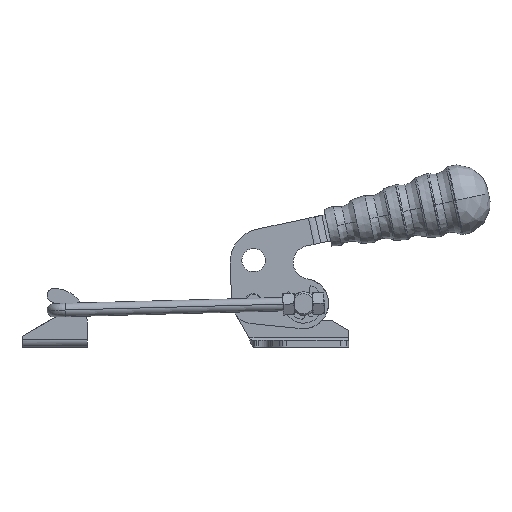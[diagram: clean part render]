
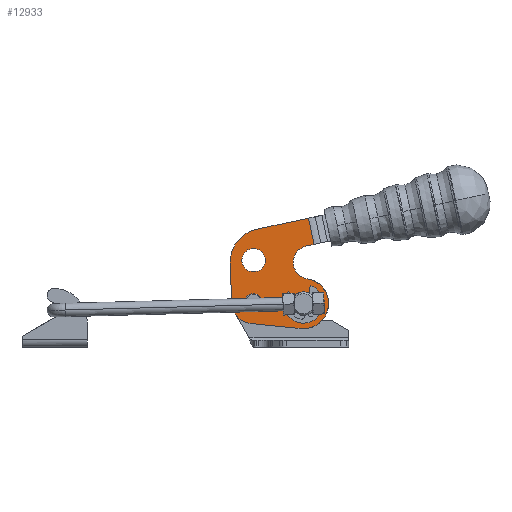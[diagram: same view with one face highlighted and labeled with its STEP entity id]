
A CAD part, front view. The second image highlights one B-rep face of the part: STEP entity #12933.
In plain terms, the highlighted free-form (B-spline) face has degree [1, 1] with [2, 2] control points.
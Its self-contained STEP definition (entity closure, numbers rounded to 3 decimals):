
#1095=CARTESIAN_POINT('',(-93.514,7.504,1.973));
#1096=VERTEX_POINT('',#1095);
#1113=CARTESIAN_POINT('',(-83.514,7.504,1.973));
#1114=VERTEX_POINT('',#1113);
#1121=CARTESIAN_POINT('',(-88.514,7.504,1.973));
#1122=DIRECTION('',(0.,1.0,0.));
#1123=DIRECTION('',(-1.0,0.,0.));
#1124=AXIS2_PLACEMENT_3D('',#1121,#1122,#1123);
#1125=CIRCLE('',#1124,5.);
#1126=EDGE_CURVE('',#1096,#1114,#1125,.T.);
#1373=CARTESIAN_POINT('',(-94.937,7.504,29.411));
#1374=VERTEX_POINT('',#1373);
#1383=CARTESIAN_POINT('',(-81.757,7.504,24.573));
#1384=VERTEX_POINT('',#1383);
#1385=CARTESIAN_POINT('',(-88.347,7.504,26.992));
#1386=DIRECTION('',(0.,1.,0.));
#1387=DIRECTION('',(-0.939,0.,0.345));
#1388=AXIS2_PLACEMENT_3D('',#1385,#1386,#1387);
#1389=CIRCLE('',#1388,7.02);
#1390=EDGE_CURVE('',#1384,#1374,#1389,.T.);
#2510=CARTESIAN_POINT('',(-61.67,7.504,-10.28));
#2511=VERTEX_POINT('',#2510);
#2527=CARTESIAN_POINT('',(-67.405,7.504,8.52));
#2528=VERTEX_POINT('',#2527);
#2535=CARTESIAN_POINT('',(-58.464,7.504,0.973));
#2536=DIRECTION('',(0.,1.0,0.));
#2537=DIRECTION('',(-0.274,0.,-0.962));
#2538=AXIS2_PLACEMENT_3D('',#2535,#2536,#2537);
#2539=CIRCLE('',#2538,11.7);
#2540=EDGE_CURVE('',#2511,#2528,#2539,.T.);
#6096=CARTESIAN_POINT('',(-99.772,7.504,-4.527));
#6097=VERTEX_POINT('',#6096);
#6115=CARTESIAN_POINT('',(-89.81,7.504,-10.963));
#6116=VERTEX_POINT('',#6115);
#6123=CARTESIAN_POINT('',(-88.514,7.504,1.973));
#6124=DIRECTION('',(0.,1.,0.));
#6125=DIRECTION('',(0.999,0.,0.033));
#6126=AXIS2_PLACEMENT_3D('',#6123,#6124,#6125);
#6127=CIRCLE('',#6126,13.);
#6128=EDGE_CURVE('',#6116,#6097,#6127,.T.);
#6155=CARTESIAN_POINT('',(-101.507,7.504,1.54));
#6156=VERTEX_POINT('',#6155);
#6157=CARTESIAN_POINT('',(-88.514,7.504,1.973));
#6158=DIRECTION('',(0.,1.,0.));
#6159=DIRECTION('',(0.999,0.,0.033));
#6160=AXIS2_PLACEMENT_3D('',#6157,#6158,#6159);
#6161=CIRCLE('',#6160,13.);
#6162=EDGE_CURVE('',#6097,#6156,#6161,.T.);
#8022=CARTESIAN_POINT('',(-86.475,7.504,45.483));
#8023=VERTEX_POINT('',#8022);
#8030=CARTESIAN_POINT('',(-55.46,7.504,52.09));
#8031=VERTEX_POINT('',#8030);
#8032=CARTESIAN_POINT('',(-86.475,7.504,45.483));
#8033=DIRECTION('',(0.978,0.,0.208));
#8034=VECTOR('',#8033,31.711);
#8035=LINE('',#8032,#8034);
#8036=EDGE_CURVE('',#8023,#8031,#8035,.T.);
#9988=CARTESIAN_POINT('',(-56.175,7.504,15.797));
#9989=VERTEX_POINT('',#9988);
#9996=CARTESIAN_POINT('',(-59.959,7.504,-13.953));
#9997=VERTEX_POINT('',#9996);
#9998=CARTESIAN_POINT('',(-58.464,7.504,0.973));
#9999=DIRECTION('',(0.,1.,0.));
#10000=DIRECTION('',(0.1,0.,0.995));
#10001=AXIS2_PLACEMENT_3D('',#9998,#9999,#10000);
#10002=CIRCLE('',#10001,15.);
#10003=EDGE_CURVE('',#9989,#9997,#10002,.T.);
#10022=CARTESIAN_POINT('',(-59.959,7.504,-13.953));
#10023=DIRECTION('',(-0.995,0.,0.1));
#10024=VECTOR('',#10023,30.);
#10025=LINE('',#10022,#10024);
#10026=EDGE_CURVE('',#9997,#6116,#10025,.T.);
#10039=CARTESIAN_POINT('',(-102.297,7.504,25.256));
#10040=VERTEX_POINT('',#10039);
#10041=CARTESIAN_POINT('',(-101.507,7.504,1.54));
#10042=DIRECTION('',(-0.033,0.,0.999));
#10043=VECTOR('',#10042,23.73);
#10044=LINE('',#10041,#10043);
#10045=EDGE_CURVE('',#6156,#10040,#10044,.T.);
#10084=CARTESIAN_POINT('',(-82.308,7.504,25.922));
#10085=DIRECTION('',(0.,1.,0.));
#10086=DIRECTION('',(0.208,0.,-0.978));
#10087=AXIS2_PLACEMENT_3D('',#10084,#10085,#10086);
#10088=CIRCLE('',#10087,20.);
#10089=EDGE_CURVE('',#10040,#8023,#10088,.T.);
#10122=CARTESIAN_POINT('',(-56.733,7.504,35.46));
#10123=VERTEX_POINT('',#10122);
#10130=CARTESIAN_POINT('',(-54.649,7.504,25.68));
#10131=DIRECTION('',(0.,-1.,0.));
#10132=DIRECTION('',(-0.208,0.,0.978));
#10133=AXIS2_PLACEMENT_3D('',#10130,#10131,#10132);
#10134=CIRCLE('',#10133,10.);
#10135=EDGE_CURVE('',#10123,#9989,#10134,.T.);
#10255=CARTESIAN_POINT('',(-52.126,7.504,36.442));
#10256=VERTEX_POINT('',#10255);
#10271=CARTESIAN_POINT('',(-55.46,7.504,52.09));
#10272=DIRECTION('',(0.208,0.,-0.978));
#10273=VECTOR('',#10272,16.0);
#10274=LINE('',#10271,#10273);
#10275=EDGE_CURVE('',#8031,#10256,#10274,.T.);
#12840=CARTESIAN_POINT('',(-102.243,7.504,-15.986));
#12841=CARTESIAN_POINT('',(-104.508,7.504,52.017));
#12842=CARTESIAN_POINT('',(-41.264,7.504,-13.954));
#12843=CARTESIAN_POINT('',(-43.529,7.504,54.049));
#12844=B_SPLINE_SURFACE_WITH_KNOTS('',1,1,((#12840,#12842),(#12841,#12843)),.UNSPECIFIED.,.F.,.F.,.U.,(2,2),(2,2),(0.0,68.04),(0.0,61.013),.UNSPECIFIED.);
#12845=ORIENTED_EDGE('',*,*,#10275,.F.);
#12846=ORIENTED_EDGE('',*,*,#8036,.F.);
#12847=ORIENTED_EDGE('',*,*,#10089,.F.);
#12848=ORIENTED_EDGE('',*,*,#10045,.F.);
#12849=ORIENTED_EDGE('',*,*,#6162,.F.);
#12850=ORIENTED_EDGE('',*,*,#6128,.F.);
#12851=ORIENTED_EDGE('',*,*,#10026,.F.);
#12852=ORIENTED_EDGE('',*,*,#10003,.F.);
#12853=ORIENTED_EDGE('',*,*,#10135,.F.);
#12854=CARTESIAN_POINT('',(-52.126,7.504,36.442));
#12855=DIRECTION('',(-0.978,0.0,-0.208));
#12856=VECTOR('',#12855,4.71);
#12857=LINE('',#12854,#12856);
#12858=EDGE_CURVE('',#10256,#10123,#12857,.T.);
#12859=ORIENTED_EDGE('',*,*,#12858,.F.);
#12860=EDGE_LOOP('',(#12845,#12846,#12847,#12848,#12849,#12850,#12851,#12852,#12853,#12859));
#12861=FACE_OUTER_BOUND('',#12860,.T.);
#12862=ORIENTED_EDGE('',*,*,#1126,.T.);
#12863=CARTESIAN_POINT('',(-88.514,7.504,1.973));
#12864=DIRECTION('',(0.,1.0,0.));
#12865=DIRECTION('',(-1.0,0.,0.));
#12866=AXIS2_PLACEMENT_3D('',#12863,#12864,#12865);
#12867=CIRCLE('',#12866,5.);
#12868=EDGE_CURVE('',#1114,#1096,#12867,.T.);
#12869=ORIENTED_EDGE('',*,*,#12868,.T.);
#12870=EDGE_LOOP('',(#12862,#12869));
#12871=FACE_BOUND('',#12870,.T.);
#12872=CARTESIAN_POINT('',(-54.977,7.504,9.931));
#12873=VERTEX_POINT('',#12872);
#12874=CARTESIAN_POINT('',(-54.151,7.504,11.848));
#12875=VERTEX_POINT('',#12874);
#12876=CARTESIAN_POINT('',(-54.977,7.504,9.931));
#12877=DIRECTION('',(0.396,0.,0.918));
#12878=VECTOR('',#12877,2.088);
#12879=LINE('',#12876,#12878);
#12880=EDGE_CURVE('',#12873,#12875,#12879,.T.);
#12881=ORIENTED_EDGE('',*,*,#12880,.T.);
#12882=CARTESIAN_POINT('',(-58.464,7.504,0.973));
#12883=DIRECTION('',(0.,1.0,0.));
#12884=DIRECTION('',(-0.274,0.,-0.962));
#12885=AXIS2_PLACEMENT_3D('',#12882,#12883,#12884);
#12886=CIRCLE('',#12885,11.7);
#12887=EDGE_CURVE('',#12875,#2511,#12886,.T.);
#12888=ORIENTED_EDGE('',*,*,#12887,.T.);
#12889=ORIENTED_EDGE('',*,*,#2540,.T.);
#12890=CARTESIAN_POINT('',(-65.77,7.504,7.22));
#12891=VERTEX_POINT('',#12890);
#12892=CARTESIAN_POINT('',(-67.405,7.504,8.52));
#12893=DIRECTION('',(0.783,0.,-0.622));
#12894=VECTOR('',#12893,2.088);
#12895=LINE('',#12892,#12894);
#12896=EDGE_CURVE('',#2528,#12891,#12895,.T.);
#12897=ORIENTED_EDGE('',*,*,#12896,.T.);
#12898=CARTESIAN_POINT('',(-64.641,7.504,4.309));
#12899=VERTEX_POINT('',#12898);
#12900=CARTESIAN_POINT('',(-64.641,7.504,4.309));
#12901=DIRECTION('',(-0.362,0.,0.932));
#12902=VECTOR('',#12901,3.123);
#12903=LINE('',#12900,#12902);
#12904=EDGE_CURVE('',#12899,#12891,#12903,.T.);
#12905=ORIENTED_EDGE('',*,*,#12904,.F.);
#12906=CARTESIAN_POINT('',(-54.597,7.504,6.831));
#12907=VERTEX_POINT('',#12906);
#12908=CARTESIAN_POINT('',(-58.464,7.504,0.973));
#12909=DIRECTION('',(0.,1.0,0.));
#12910=DIRECTION('',(-0.966,0.,-0.257));
#12911=AXIS2_PLACEMENT_3D('',#12908,#12909,#12910);
#12912=CIRCLE('',#12911,7.02);
#12913=EDGE_CURVE('',#12899,#12907,#12912,.T.);
#12914=ORIENTED_EDGE('',*,*,#12913,.T.);
#12915=CARTESIAN_POINT('',(-54.597,7.504,6.831));
#12916=DIRECTION('',(-0.122,0.,0.993));
#12917=VECTOR('',#12916,3.123);
#12918=LINE('',#12915,#12917);
#12919=EDGE_CURVE('',#12907,#12873,#12918,.T.);
#12920=ORIENTED_EDGE('',*,*,#12919,.T.);
#12921=EDGE_LOOP('',(#12881,#12888,#12889,#12897,#12905,#12914,#12920));
#12922=FACE_BOUND('',#12921,.T.);
#12923=ORIENTED_EDGE('',*,*,#1390,.T.);
#12924=CARTESIAN_POINT('',(-88.347,7.504,26.992));
#12925=DIRECTION('',(0.,1.,0.));
#12926=DIRECTION('',(-0.939,0.,0.345));
#12927=AXIS2_PLACEMENT_3D('',#12924,#12925,#12926);
#12928=CIRCLE('',#12927,7.02);
#12929=EDGE_CURVE('',#1374,#1384,#12928,.T.);
#12930=ORIENTED_EDGE('',*,*,#12929,.T.);
#12931=EDGE_LOOP('',(#12923,#12930));
#12932=FACE_BOUND('',#12931,.T.);
#12933=ADVANCED_FACE('',(#12861,#12871,#12922,#12932),#12844,.F.);
